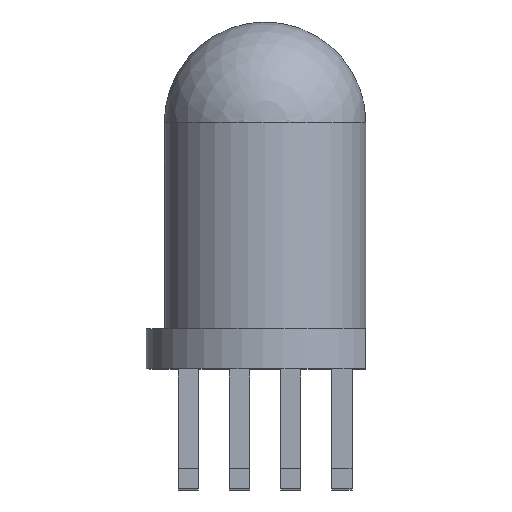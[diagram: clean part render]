
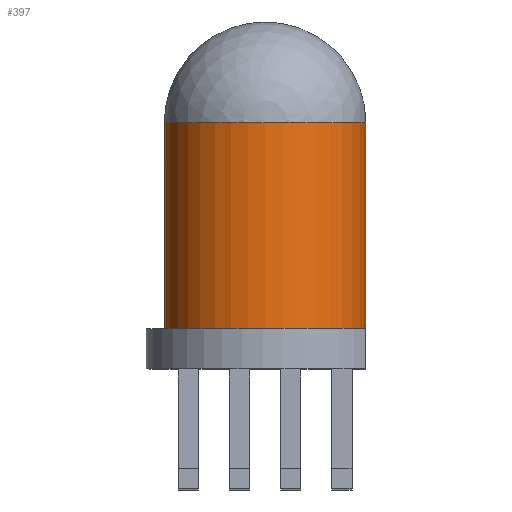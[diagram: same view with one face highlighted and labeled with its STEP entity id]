
A CAD part, top view. The second image highlights one B-rep face of the part: STEP entity #397.
In plain terms, the highlighted cylindrical face has radius 2.5 mm (diameter 5 mm), a partial arc.
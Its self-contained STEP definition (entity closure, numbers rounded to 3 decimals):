
#389 = ORIENTED_EDGE ( 'NONE', *, *, #408, .F. ) ;
#397 = ADVANCED_FACE ( 'NONE', ( #786 ), #864, .T. ) ;
#398 = EDGE_CURVE ( 'NONE', #406, #407, #764, .T. ) ;
#400 = ORIENTED_EDGE ( 'NONE', *, *, #409, .F. ) ;
#401 = VERTEX_POINT ( 'NONE', #779 ) ;
#402 = ORIENTED_EDGE ( 'NONE', *, *, #398, .T. ) ;
#404 = VERTEX_POINT ( 'NONE', #767 ) ;
#405 = ORIENTED_EDGE ( 'NONE', *, *, #419, .T. ) ;
#406 = VERTEX_POINT ( 'NONE', #802 ) ;
#407 = VERTEX_POINT ( 'NONE', #772 ) ;
#408 = EDGE_CURVE ( 'NONE', #401, #404, #766, .T. ) ;
#409 = EDGE_CURVE ( 'NONE', #406, #401, #578, .T. ) ;
#410 = EDGE_LOOP ( 'NONE', ( #402, #405, #389, #400 ) ) ;
#419 = EDGE_CURVE ( 'NONE', #407, #404, #959, .T. ) ;
#573 = VECTOR ( 'NONE', #582, 1000. ) ;
#577 = CARTESIAN_POINT ( 'NONE',  ( -2.5, 2.5, 0. ) ) ;
#578 = LINE ( 'NONE', #577, #573 ) ;
#582 = DIRECTION ( 'NONE',  ( 0., 1., 0. ) ) ;
#751 = DIRECTION ( 'NONE',  ( -1., 0., 0. ) ) ;
#752 = DIRECTION ( 'NONE',  ( 0., 1., 0. ) ) ;
#753 = CARTESIAN_POINT ( 'NONE',  ( 0., 0., 0. ) ) ;
#754 = AXIS2_PLACEMENT_3D ( 'NONE', #753, #752, #751 ) ;
#760 = DIRECTION ( 'NONE',  ( -1., 0., 0. ) ) ;
#761 = DIRECTION ( 'NONE',  ( 0., 1., 0. ) ) ;
#762 = CARTESIAN_POINT ( 'NONE',  ( 0., -5.1, 0. ) ) ;
#763 = AXIS2_PLACEMENT_3D ( 'NONE', #762, #761, #760 ) ;
#764 = CIRCLE ( 'NONE', #763, 2.5 ) ;
#766 = CIRCLE ( 'NONE', #754, 2.5 ) ;
#767 = CARTESIAN_POINT ( 'NONE',  ( 2.5, 0., 0. ) ) ;
#771 = CARTESIAN_POINT ( 'NONE',  ( 0., 2.5, 0. ) ) ;
#772 = CARTESIAN_POINT ( 'NONE',  ( 2.5, -5.1, 0. ) ) ;
#773 = DIRECTION ( 'NONE',  ( -1., 0., 0. ) ) ;
#774 = DIRECTION ( 'NONE',  ( 0., 1., 0. ) ) ;
#778 = AXIS2_PLACEMENT_3D ( 'NONE', #771, #774, #773 ) ;
#779 = CARTESIAN_POINT ( 'NONE',  ( -2.5, 0., 0. ) ) ;
#786 = FACE_OUTER_BOUND ( 'NONE', #410, .T. ) ;
#802 = CARTESIAN_POINT ( 'NONE',  ( -2.5, -5.1, 0. ) ) ;
#864 = CYLINDRICAL_SURFACE ( 'NONE', #778, 2.5 ) ;
#959 = LINE ( 'NONE', #974, #973 ) ;
#973 = VECTOR ( 'NONE', #1022, 1000. ) ;
#974 = CARTESIAN_POINT ( 'NONE',  ( 2.5, 2.5, 0. ) ) ;
#1022 = DIRECTION ( 'NONE',  ( 0., 1., 0. ) ) ;
